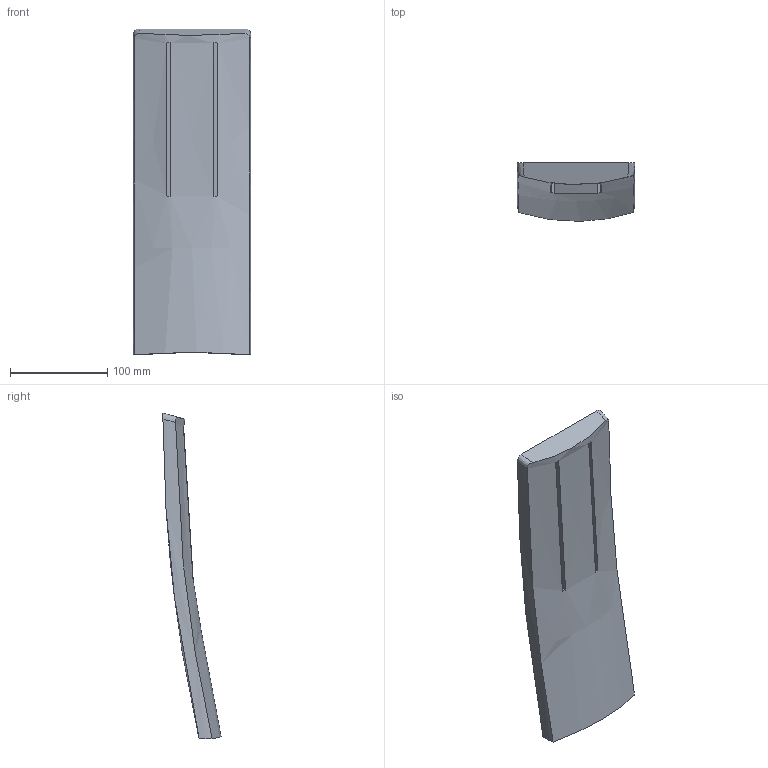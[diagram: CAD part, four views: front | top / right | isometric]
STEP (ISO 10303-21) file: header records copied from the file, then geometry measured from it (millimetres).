
FILE_DESCRIPTION(/* description */ ('Generated from Alias Stage'),/* implementation_level */ '2;1');
FILE_NAME(/* name */ 'riser_front',/* time_stamp */ '2014-09-29T18:31:20-05:00',/* author */ (''),/* organization */ ('Alias Systems'),/* preprocessor_version */ 'ST-DEVELOPER v11',/* originating_system */ 'Autodesk OpenModel 2012',/* authorisation */ '');
FILE_SCHEMA (('AUTOMOTIVE_DESIGN { 1 2 10303 214 1 1 1 1 }'));
Length unit declared in the file: millimetre
Products named in the file (1): riser_front
Bounding box: 120.99 x 59.84 x 334.7 mm (x, y, z)
Volume: 756166.3 mm3; surface area: 102124.6 mm2
Topology: 1 solids, 1 shells, 26 faces, 66 edges, 44 vertices
Faces by surface type: bspline 26
Entity records: 1547 total; most frequent: CARTESIAN_POINT 1195, ORIENTED_EDGE 132, EDGE_CURVE 66, VERTEX_POINT 46, EDGE_LOOP 28, FACE_OUTER_BOUND 26, ADVANCED_FACE 26, FACE_BOUND 2
